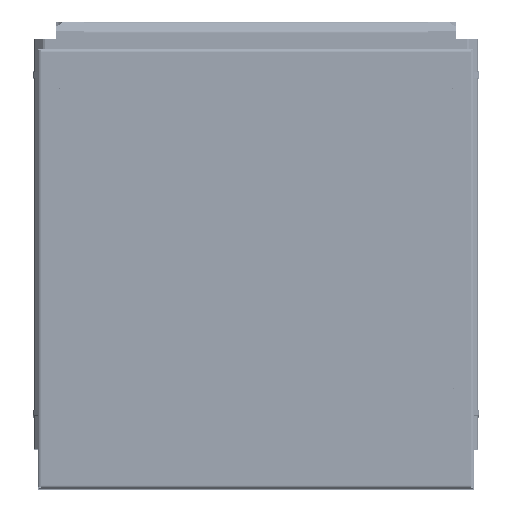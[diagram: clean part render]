
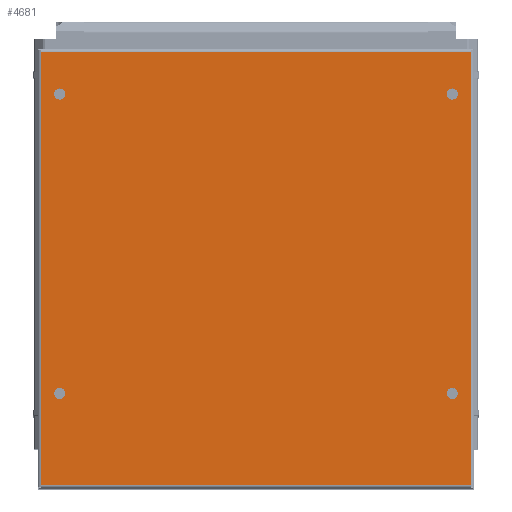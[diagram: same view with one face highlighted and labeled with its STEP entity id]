
A CAD part, top view. The second image highlights one B-rep face of the part: STEP entity #4681.
In plain terms, the highlighted face is planar.
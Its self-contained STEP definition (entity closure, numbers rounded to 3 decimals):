
#3098=FACE_BOUND('',#8332,.T.);
#3099=FACE_BOUND('',#8333,.T.);
#3100=FACE_BOUND('',#8334,.T.);
#3101=FACE_BOUND('',#8335,.T.);
#3102=FACE_BOUND('',#8336,.T.);
#4078=CIRCLE('',#29715,5.);
#4080=CIRCLE('',#29718,5.);
#4082=CIRCLE('',#29721,5.);
#4084=CIRCLE('',#29724,5.);
#4681=ADVANCED_FACE('F27',(#3098,#3099,#3100,#3101,#3102),#6056,.T.);
#6056=PLANE('',#29727);
#8332=EDGE_LOOP('',(#11110,#11111,#11112,#11113));
#8333=EDGE_LOOP('',(#11114));
#8334=EDGE_LOOP('',(#11115));
#8335=EDGE_LOOP('',(#11116));
#8336=EDGE_LOOP('',(#11117));
#11110=ORIENTED_EDGE('',*,*,#21062,.F.);
#11111=ORIENTED_EDGE('',*,*,#21063,.F.);
#11112=ORIENTED_EDGE('',*,*,#21064,.F.);
#11113=ORIENTED_EDGE('',*,*,#21065,.F.);
#11114=ORIENTED_EDGE('',*,*,#21060,.T.);
#11115=ORIENTED_EDGE('',*,*,#21057,.T.);
#11116=ORIENTED_EDGE('',*,*,#21054,.T.);
#11117=ORIENTED_EDGE('',*,*,#21051,.T.);
#18557=VERTEX_POINT('',#38263);
#18559=VERTEX_POINT('',#38269);
#18561=VERTEX_POINT('',#38278);
#18563=VERTEX_POINT('',#38285);
#18565=VERTEX_POINT('',#38294);
#18566=VERTEX_POINT('',#38299);
#18567=VERTEX_POINT('',#38301);
#18568=VERTEX_POINT('',#38303);
#21051=EDGE_CURVE('E108',#18559,#18559,#4078,.T.);
#21054=EDGE_CURVE('E107',#18561,#18561,#4080,.T.);
#21057=EDGE_CURVE('E106',#18563,#18563,#4082,.T.);
#21060=EDGE_CURVE('E105',#18565,#18565,#4084,.T.);
#21062=EDGE_CURVE('E88',#18557,#18566,#24776,.T.);
#21063=EDGE_CURVE('E68',#18567,#18557,#24777,.T.);
#21064=EDGE_CURVE('E80',#18568,#18567,#24778,.T.);
#21065=EDGE_CURVE('E62',#18566,#18568,#24779,.T.);
#24776=LINE('',#38298,#27246);
#24777=LINE('',#38300,#27247);
#24778=LINE('',#38302,#27248);
#24779=LINE('',#38304,#27249);
#27246=VECTOR('',#31710,1.);
#27247=VECTOR('',#31711,1.);
#27248=VECTOR('',#31712,1.);
#27249=VECTOR('',#31713,1.);
#29715=AXIS2_PLACEMENT_3D('',#38270,#31686,#31687);
#29718=AXIS2_PLACEMENT_3D('',#38279,#31692,#31693);
#29721=AXIS2_PLACEMENT_3D('',#38286,#31698,#31699);
#29724=AXIS2_PLACEMENT_3D('',#38295,#31704,#31705);
#29727=AXIS2_PLACEMENT_3D('',#38305,#31714,#31715);
#31686=DIRECTION('',(0.,-1.,0.));
#31687=DIRECTION('',(0.,0.,1.));
#31692=DIRECTION('',(0.,-1.,0.));
#31693=DIRECTION('',(0.,0.,-1.));
#31698=DIRECTION('',(0.,-1.,0.));
#31699=DIRECTION('',(0.,0.,1.));
#31704=DIRECTION('',(0.,-1.,0.));
#31705=DIRECTION('',(0.,0.,-1.));
#31710=DIRECTION('',(-1.,0.,0.));
#31711=DIRECTION('',(0.,0.,1.));
#31712=DIRECTION('',(1.,0.,0.));
#31713=DIRECTION('',(0.,0.,-1.));
#31714=DIRECTION('',(0.,1.,0.));
#31715=DIRECTION('',(0.,0.,1.));
#38263=CARTESIAN_POINT('',(-10.791,-1357.554,-637.843));
#38269=CARTESIAN_POINT('',(-27.291,-1357.555,-725.344));
#38270=CARTESIAN_POINT('',(-27.291,-1357.554,-720.344));
#38278=CARTESIAN_POINT('',(-381.291,-1357.554,-725.344));
#38279=CARTESIAN_POINT('',(-381.291,-1357.554,-720.344));
#38285=CARTESIAN_POINT('',(-27.291,-1357.555,-995.344));
#38286=CARTESIAN_POINT('',(-27.291,-1357.554,-990.344));
#38294=CARTESIAN_POINT('',(-381.291,-1357.554,-995.344));
#38295=CARTESIAN_POINT('',(-381.291,-1357.554,-990.344));
#38298=CARTESIAN_POINT('',(-401.292,-1357.554,-637.843));
#38299=CARTESIAN_POINT('',(-397.791,-1357.554,-637.843));
#38300=CARTESIAN_POINT('',(-10.791,-1357.554,-1027.844));
#38301=CARTESIAN_POINT('',(-10.791,-1357.554,-1027.844));
#38302=CARTESIAN_POINT('',(192.708,-1357.554,-1027.844));
#38303=CARTESIAN_POINT('',(-397.791,-1357.554,-1027.844));
#38304=CARTESIAN_POINT('',(-397.791,-1357.554,-1027.844));
#38305=CARTESIAN_POINT('',(-397.791,-1357.554,-1027.844));
